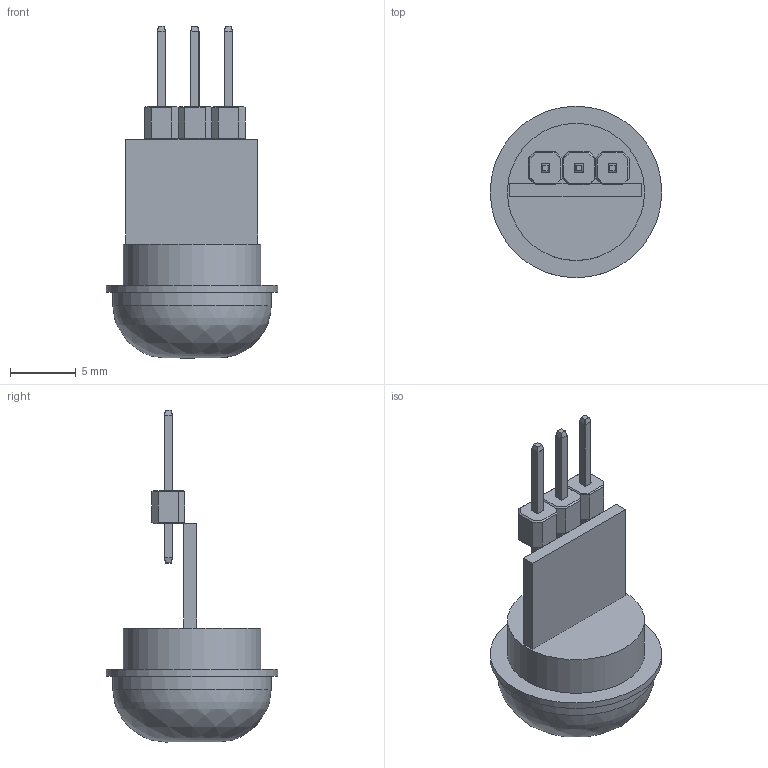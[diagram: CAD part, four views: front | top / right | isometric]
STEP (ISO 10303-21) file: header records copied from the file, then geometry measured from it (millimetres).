
FILE_DESCRIPTION(/* description */ (''),/* implementation_level */ '2;1');
FILE_NAME(/* name */ 'cd31b9d4-3c90-4a82-8d8a-f3b3ff14cd2d.stp',/* time_stamp */ '2018-05-29T12:48:45-07:00',/* author */ ('maxbotev'),/* organization */ (''),/* preprocessor_version */ 'ST-DEVELOPER v17',/* originating_system */ 'Autodesk Translation Framework v7.1.0.215',/* authorisation */ '');
FILE_SCHEMA (('AUTOMOTIVE_DESIGN { 1 0 10303 214 3 1 1 }'));
Length unit declared in the file: millimetre
Products named in the file (1): MiniPIR
Bounding box: 13 x 13 x 25.15 mm (x, y, z)
Volume: 919.5 mm3; surface area: 890.8 mm2
Topology: 6 solids, 6 shells, 275 faces, 570 edges, 309 vertices
Faces by surface type: plane 139, cylinder 87, sphere 48, bspline 1
Full cylindrical faces by diameter (mm): 10.4 x1, 12 x1, 13 x1
Entity records: 7114 total; most frequent: DIRECTION 1303, CARTESIAN_POINT 1181, ORIENTED_EDGE 1140, EDGE_CURVE 570, AXIS2_PLACEMENT_3D 458, LINE 387, VECTOR 387, VERTEX_POINT 309
